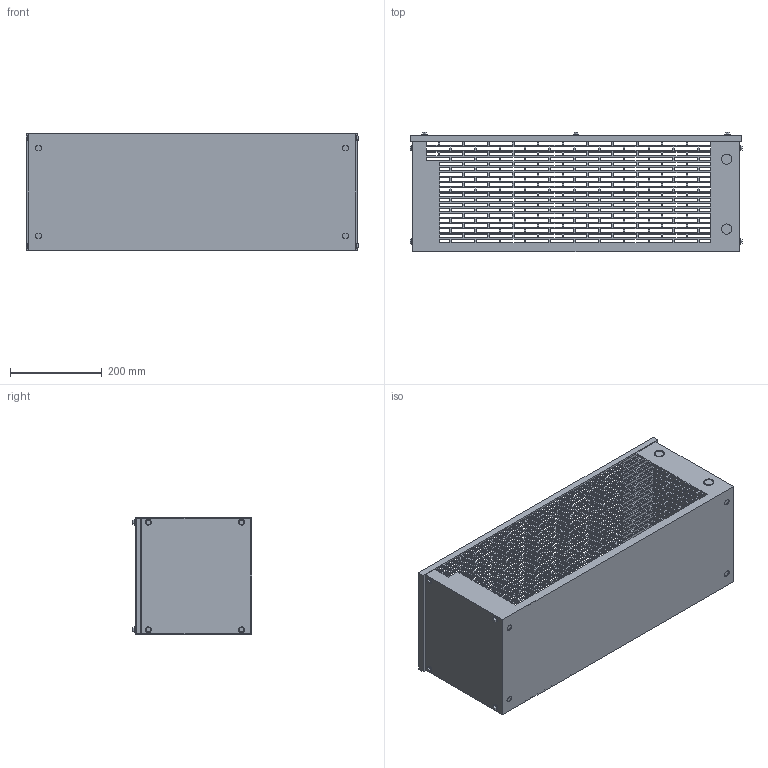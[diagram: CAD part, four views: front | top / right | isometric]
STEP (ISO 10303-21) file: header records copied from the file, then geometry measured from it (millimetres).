
FILE_DESCRIPTION (( 'STEP AP214' ), '1' );
FILE_NAME ('BR-N1-10K8W04P3.STEP', '2024-06-10T21:17:20', ( '' ), ( '' ), 'SwSTEP 2.0', 'SolidWorks 2021', '' );
FILE_SCHEMA (( 'AUTOMOTIVE_DESIGN' ));
Length unit declared in the file: inch
Products named in the file (1): BR-N1-10K8W04P3
Bounding box: 724.13 x 260.46 x 257.18 mm (x, y, z)
Volume: 1487195.9 mm3; surface area: 1376926.2 mm2
Topology: 33 solids, 33 shells, 3056 faces, 8976 edges, 5984 vertices
Faces by surface type: plane 2948, cylinder 108
Entity records: 102832 total; most frequent: CARTESIAN_POINT 18017, ORIENTED_EDGE 17952, DIRECTION 15306, EDGE_CURVE 8976, VECTOR 8760, LINE 8760, VERTEX_POINT 5984, EDGE_LOOP 4476
